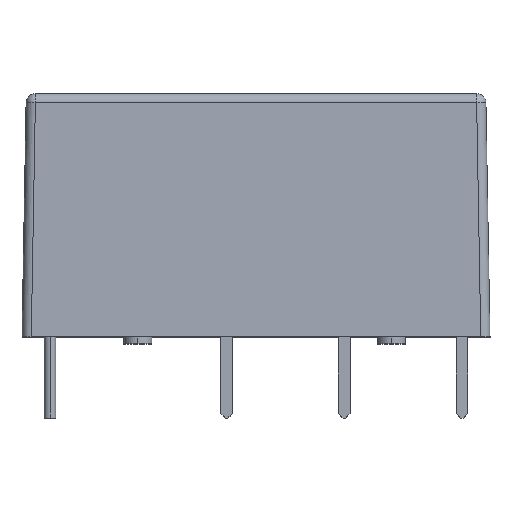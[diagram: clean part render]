
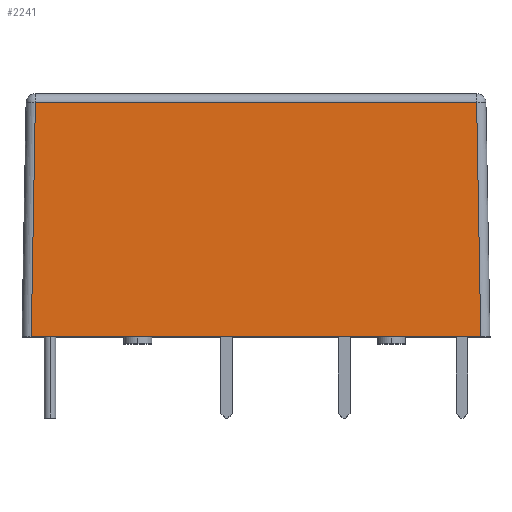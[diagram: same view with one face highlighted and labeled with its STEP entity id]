
A CAD part, top view. The second image highlights one B-rep face of the part: STEP entity #2241.
In plain terms, the highlighted planar face has unit normal (0, 0.018, 1).
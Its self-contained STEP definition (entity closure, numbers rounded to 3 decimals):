
#144 = CARTESIAN_POINT ( 'NONE',  ( 9.524, 10.107, 4.824 ) ) ;
#231 = ORIENTED_EDGE ( 'NONE', *, *, #1799, .T. ) ;
#440 = EDGE_CURVE ( 'NONE', #5770, #6351, #5360, .T. ) ;
#464 = CARTESIAN_POINT ( 'NONE',  ( -9.524, 10.107, 4.824 ) ) ;
#659 = EDGE_CURVE ( 'NONE', #5280, #3305, #4279, .T. ) ;
#755 = DIRECTION ( 'NONE',  ( 0., 0.017, 1. ) ) ;
#1206 = ORIENTED_EDGE ( 'NONE', *, *, #659, .T. ) ;
#1251 = EDGE_CURVE ( 'NONE', #6351, #5280, #6469, .T. ) ;
#1494 = VECTOR ( 'NONE', #2394, 1000. ) ;
#1740 = PLANE ( 'NONE',  #4062 ) ;
#1799 = EDGE_CURVE ( 'NONE', #3305, #5770, #6140, .T. ) ;
#2009 = DIRECTION ( 'NONE',  ( -1., 0., 0. ) ) ;
#2241 = ADVANCED_FACE ( 'NONE', ( #3218 ), #1740, .T. ) ;
#2309 = VECTOR ( 'NONE', #5921, 1000. ) ;
#2394 = DIRECTION ( 'NONE',  ( -0.017, 1., -0.017 ) ) ;
#2518 = CARTESIAN_POINT ( 'NONE',  ( -9.917, 10.107, 4.824 ) ) ;
#3218 = FACE_OUTER_BOUND ( 'NONE', #5849, .T. ) ;
#3305 = VERTEX_POINT ( 'NONE', #3752 ) ;
#3752 = CARTESIAN_POINT ( 'NONE',  ( -9.7, 0., 5. ) ) ;
#3767 = CARTESIAN_POINT ( 'NONE',  ( -10.1, 0., 5. ) ) ;
#3829 = VECTOR ( 'NONE', #2009, 1000. ) ;
#4043 = ORIENTED_EDGE ( 'NONE', *, *, #440, .T. ) ;
#4062 = AXIS2_PLACEMENT_3D ( 'NONE', #3767, #755, #4286 ) ;
#4279 = LINE ( 'NONE', #6504, #5605 ) ;
#4286 = DIRECTION ( 'NONE',  ( 0., -1., 0.017 ) ) ;
#4713 = ORIENTED_EDGE ( 'NONE', *, *, #1251, .T. ) ;
#4954 = CARTESIAN_POINT ( 'NONE',  ( -10.1, 0., 5. ) ) ;
#5280 = VERTEX_POINT ( 'NONE', #464 ) ;
#5360 = LINE ( 'NONE', #5409, #1494 ) ;
#5409 = CARTESIAN_POINT ( 'NONE',  ( 9.694, 0.345, 4.994 ) ) ;
#5547 = CARTESIAN_POINT ( 'NONE',  ( 9.7, 0., 5. ) ) ;
#5605 = VECTOR ( 'NONE', #6482, 1000. ) ;
#5770 = VERTEX_POINT ( 'NONE', #5547 ) ;
#5849 = EDGE_LOOP ( 'NONE', ( #231, #4043, #4713, #1206 ) ) ;
#5921 = DIRECTION ( 'NONE',  ( 1., 0., 0. ) ) ;
#6140 = LINE ( 'NONE', #4954, #2309 ) ;
#6351 = VERTEX_POINT ( 'NONE', #144 ) ;
#6469 = LINE ( 'NONE', #2518, #3829 ) ;
#6482 = DIRECTION ( 'NONE',  ( -0.017, -1., 0.017 ) ) ;
#6504 = CARTESIAN_POINT ( 'NONE',  ( -9.7, -0.007, 5. ) ) ;
